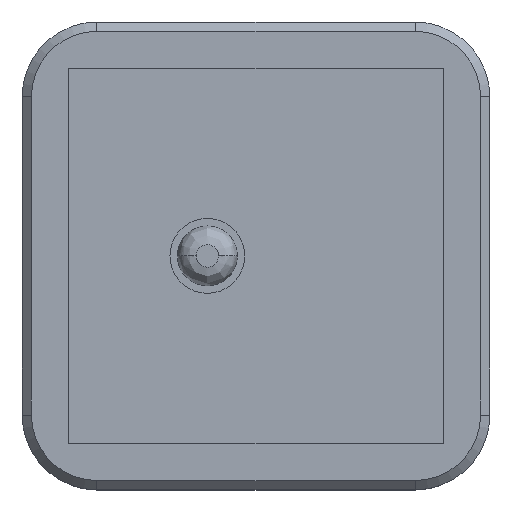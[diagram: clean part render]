
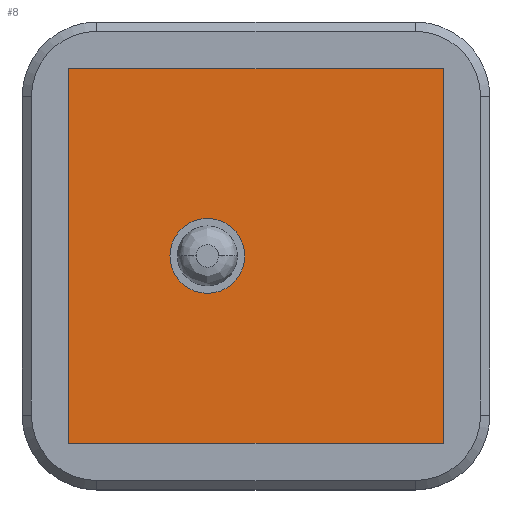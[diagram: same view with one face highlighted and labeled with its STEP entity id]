
A CAD part, top view. The second image highlights one B-rep face of the part: STEP entity #8.
In plain terms, the highlighted planar face has unit normal (0, 0, 1).
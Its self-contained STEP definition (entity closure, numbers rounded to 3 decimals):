
#8 = ADVANCED_FACE ( 'NONE', ( #900, #94 ), #23, .F. ) ;
#23 = PLANE ( 'NONE',  #1153 ) ;
#62 = CARTESIAN_POINT ( 'NONE',  ( 10., -10., 4.05 ) ) ;
#74 = EDGE_CURVE ( 'NONE', #370, #1003, #81, .T. ) ;
#75 = CARTESIAN_POINT ( 'NONE',  ( 10., -10., 4.05 ) ) ;
#77 = LINE ( 'NONE', #75, #210 ) ;
#81 = CIRCLE ( 'NONE', #442, 2. ) ;
#83 = VERTEX_POINT ( 'NONE', #237 ) ;
#91 = EDGE_CURVE ( 'NONE', #842, #888, #440, .T. ) ;
#94 = FACE_OUTER_BOUND ( 'NONE', #241, .T. ) ;
#133 = EDGE_CURVE ( 'NONE', #222, #83, #77, .T. ) ;
#182 = CIRCLE ( 'NONE', #1022, 2. ) ;
#210 = VECTOR ( 'NONE', #1133, 1000. ) ;
#213 = ORIENTED_EDGE ( 'NONE', *, *, #996, .T. ) ;
#222 = VERTEX_POINT ( 'NONE', #518 ) ;
#232 = DIRECTION ( 'NONE',  ( -1., 0., 0. ) ) ;
#237 = CARTESIAN_POINT ( 'NONE',  ( 10., -10., 4.05 ) ) ;
#241 = EDGE_LOOP ( 'NONE', ( #1122, #421, #576, #213 ) ) ;
#272 = CARTESIAN_POINT ( 'NONE',  ( 10., 10., 4.05 ) ) ;
#323 = DIRECTION ( 'NONE',  ( -1., 0., 0. ) ) ;
#329 = VECTOR ( 'NONE', #396, 1000. ) ;
#348 = EDGE_CURVE ( 'NONE', #888, #222, #856, .T. ) ;
#370 = VERTEX_POINT ( 'NONE', #880 ) ;
#396 = DIRECTION ( 'NONE',  ( -1., 0., 0. ) ) ;
#401 = CARTESIAN_POINT ( 'NONE',  ( -0.6, 0., 4.05 ) ) ;
#421 = ORIENTED_EDGE ( 'NONE', *, *, #348, .T. ) ;
#440 = LINE ( 'NONE', #1033, #329 ) ;
#442 = AXIS2_PLACEMENT_3D ( 'NONE', #497, #848, #323 ) ;
#458 = DIRECTION ( 'NONE',  ( 0., -1., 0. ) ) ;
#478 = ORIENTED_EDGE ( 'NONE', *, *, #503, .F. ) ;
#497 = CARTESIAN_POINT ( 'NONE',  ( -2.6, 0., 4.05 ) ) ;
#503 = EDGE_CURVE ( 'NONE', #1003, #370, #182, .T. ) ;
#518 = CARTESIAN_POINT ( 'NONE',  ( -10., -10., 4.05 ) ) ;
#576 = ORIENTED_EDGE ( 'NONE', *, *, #133, .T. ) ;
#588 = DIRECTION ( 'NONE',  ( 0., 0., -1. ) ) ;
#594 = DIRECTION ( 'NONE',  ( -1., 0., 0. ) ) ;
#602 = ORIENTED_EDGE ( 'NONE', *, *, #74, .F. ) ;
#616 = EDGE_LOOP ( 'NONE', ( #602, #478 ) ) ;
#645 = CARTESIAN_POINT ( 'NONE',  ( -10., 10., 4.05 ) ) ;
#655 = DIRECTION ( 'NONE',  ( 0., 1., 0. ) ) ;
#709 = CARTESIAN_POINT ( 'NONE',  ( -10., 10., 4.05 ) ) ;
#711 = VECTOR ( 'NONE', #458, 1000. ) ;
#741 = CARTESIAN_POINT ( 'NONE',  ( 10., 10., 4.05 ) ) ;
#796 = LINE ( 'NONE', #741, #960 ) ;
#842 = VERTEX_POINT ( 'NONE', #272 ) ;
#846 = CARTESIAN_POINT ( 'NONE',  ( -2.6, 0., 4.05 ) ) ;
#848 = DIRECTION ( 'NONE',  ( 0., 0., 1. ) ) ;
#856 = LINE ( 'NONE', #709, #711 ) ;
#880 = CARTESIAN_POINT ( 'NONE',  ( -4.6, 0., 4.05 ) ) ;
#888 = VERTEX_POINT ( 'NONE', #645 ) ;
#900 = FACE_BOUND ( 'NONE', #616, .T. ) ;
#960 = VECTOR ( 'NONE', #655, 1000. ) ;
#996 = EDGE_CURVE ( 'NONE', #83, #842, #796, .T. ) ;
#1003 = VERTEX_POINT ( 'NONE', #401 ) ;
#1022 = AXIS2_PLACEMENT_3D ( 'NONE', #846, #1121, #594 ) ;
#1033 = CARTESIAN_POINT ( 'NONE',  ( 10., 10., 4.05 ) ) ;
#1121 = DIRECTION ( 'NONE',  ( 0., 0., 1. ) ) ;
#1122 = ORIENTED_EDGE ( 'NONE', *, *, #91, .T. ) ;
#1133 = DIRECTION ( 'NONE',  ( 1., 0., 0. ) ) ;
#1153 = AXIS2_PLACEMENT_3D ( 'NONE', #62, #588, #232 ) ;
